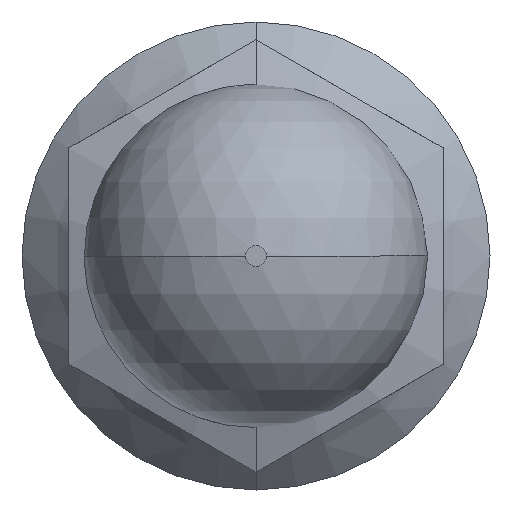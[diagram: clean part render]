
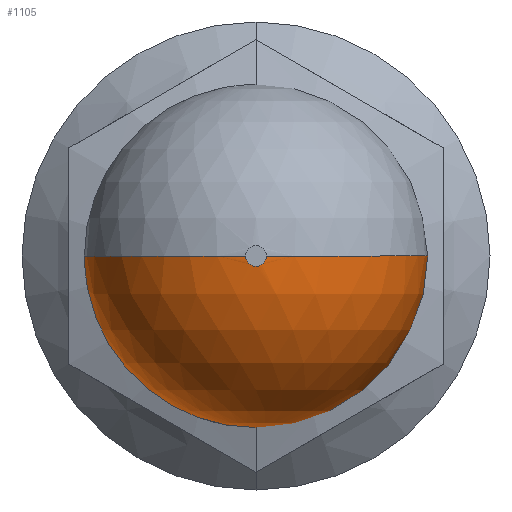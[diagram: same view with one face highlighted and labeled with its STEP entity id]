
A CAD part, front view. The second image highlights one B-rep face of the part: STEP entity #1105.
In plain terms, the highlighted spherical face has radius 11 mm.
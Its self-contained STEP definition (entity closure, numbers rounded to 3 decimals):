
#5 = ORIENTED_EDGE ( 'NONE', *, *, #919, .T. ) ;
#75 = DIRECTION ( 'NONE',  ( 0., 0., 1. ) ) ;
#78 = DIRECTION ( 'NONE',  ( 0., 1., 0. ) ) ;
#82 = CARTESIAN_POINT ( 'NONE',  ( 0., -32.027, 0. ) ) ;
#92 = DIRECTION ( 'NONE',  ( 0., 0., 1. ) ) ;
#94 = DIRECTION ( 'NONE',  ( 0., 1., 0. ) ) ;
#96 = CARTESIAN_POINT ( 'NONE',  ( 0., -13., 0. ) ) ;
#162 = CARTESIAN_POINT ( 'NONE',  ( -7.5, -13., 0. ) ) ;
#189 = ORIENTED_EDGE ( 'NONE', *, *, #706, .T. ) ;
#343 = CARTESIAN_POINT ( 'NONE',  ( 0., -21.047, 0. ) ) ;
#351 = DIRECTION ( 'NONE',  ( 0., 0., 1. ) ) ;
#365 = DIRECTION ( 'NONE',  ( -1., 0., 0. ) ) ;
#406 = VERTEX_POINT ( 'NONE', #1209 ) ;
#425 = SPHERICAL_SURFACE ( 'NONE', #1012, 11. ) ;
#429 = ORIENTED_EDGE ( 'NONE', *, *, #926, .F. ) ;
#438 = FACE_OUTER_BOUND ( 'NONE', #1129, .T. ) ;
#479 = VERTEX_POINT ( 'NONE', #984 ) ;
#480 = VERTEX_POINT ( 'NONE', #950 ) ;
#487 = ORIENTED_EDGE ( 'NONE', *, *, #701, .F. ) ;
#551 = CIRCLE ( 'NONE', #1131, 7.5 ) ;
#569 = CIRCLE ( 'NONE', #1139, 11. ) ;
#586 = CIRCLE ( 'NONE', #1171, 11. ) ;
#647 = CIRCLE ( 'NONE', #1346, 7.5 ) ;
#682 = CIRCLE ( 'NONE', #1337, 0.663 ) ;
#701 = EDGE_CURVE ( 'NONE', #479, #1224, #647, .T. ) ;
#706 = EDGE_CURVE ( 'NONE', #1249, #406, #682, .T. ) ;
#877 = EDGE_CURVE ( 'NONE', #1249, #480, #586, .T. ) ;
#919 = EDGE_CURVE ( 'NONE', #406, #1224, #569, .T. ) ;
#926 = EDGE_CURVE ( 'NONE', #480, #479, #551, .T. ) ;
#950 = CARTESIAN_POINT ( 'NONE',  ( 7.5, -13., 0. ) ) ;
#984 = CARTESIAN_POINT ( 'NONE',  ( 0., -13., -7.5 ) ) ;
#1012 = AXIS2_PLACEMENT_3D ( 'NONE', #343, #351, #365 ) ;
#1023 = CARTESIAN_POINT ( 'NONE',  ( 0.663, -32.027, 0. ) ) ;
#1105 = ADVANCED_FACE ( 'NONE', ( #438 ), #425, .T. ) ;
#1129 = EDGE_LOOP ( 'NONE', ( #1318, #189, #5, #487, #429 ) ) ;
#1131 = AXIS2_PLACEMENT_3D ( 'NONE', #1207, #1198, #1189 ) ;
#1139 = AXIS2_PLACEMENT_3D ( 'NONE', #1223, #1221, #1215 ) ;
#1171 = AXIS2_PLACEMENT_3D ( 'NONE', #1330, #1324, #1320 ) ;
#1189 = DIRECTION ( 'NONE',  ( 0., 0., 1. ) ) ;
#1198 = DIRECTION ( 'NONE',  ( 0., 1., 0. ) ) ;
#1207 = CARTESIAN_POINT ( 'NONE',  ( 0., -13., 0. ) ) ;
#1209 = CARTESIAN_POINT ( 'NONE',  ( -0.663, -32.027, 0. ) ) ;
#1215 = DIRECTION ( 'NONE',  ( -1., 0., 0. ) ) ;
#1221 = DIRECTION ( 'NONE',  ( 0., 0., -1. ) ) ;
#1223 = CARTESIAN_POINT ( 'NONE',  ( 0., -21.047, 0. ) ) ;
#1224 = VERTEX_POINT ( 'NONE', #162 ) ;
#1249 = VERTEX_POINT ( 'NONE', #1023 ) ;
#1318 = ORIENTED_EDGE ( 'NONE', *, *, #877, .F. ) ;
#1320 = DIRECTION ( 'NONE',  ( 1., 0., 0. ) ) ;
#1324 = DIRECTION ( 'NONE',  ( 0., 0., 1. ) ) ;
#1330 = CARTESIAN_POINT ( 'NONE',  ( 0., -21.047, 0. ) ) ;
#1337 = AXIS2_PLACEMENT_3D ( 'NONE', #82, #78, #75 ) ;
#1346 = AXIS2_PLACEMENT_3D ( 'NONE', #96, #94, #92 ) ;
